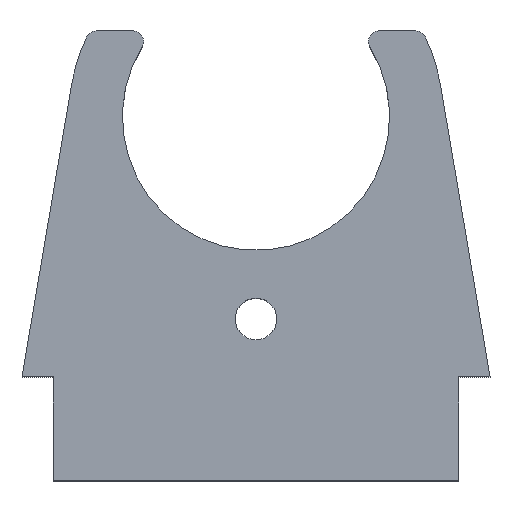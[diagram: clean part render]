
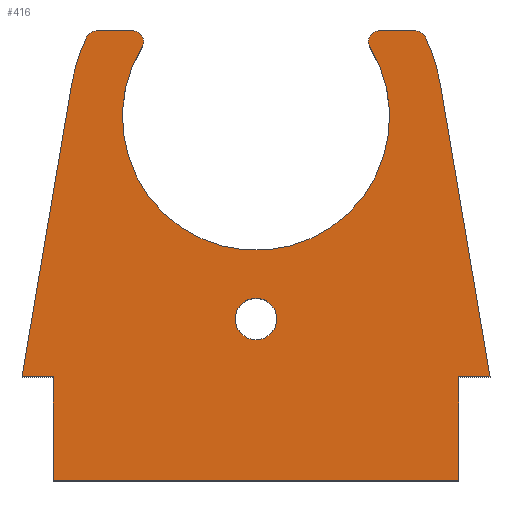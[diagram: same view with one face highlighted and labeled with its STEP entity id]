
A CAD part, top view. The second image highlights one B-rep face of the part: STEP entity #416.
In plain terms, the highlighted planar face has unit normal (0, 0, 1).
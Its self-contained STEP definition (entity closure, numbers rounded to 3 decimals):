
#65=CARTESIAN_POINT('',(0.,-19.446,15.));
#66=DIRECTION('',(0.,0.,1.));
#67=DIRECTION('',(1.,0.,0.));
#68=AXIS2_PLACEMENT_3D('',#65,#66,#67);
#70=CARTESIAN_POINT('',(0.,-19.446,15.));
#71=DIRECTION('',(0.,0.,1.));
#72=DIRECTION('',(-1.,0.,0.));
#73=AXIS2_PLACEMENT_3D('',#70,#71,#72);
#75=CARTESIAN_POINT('',(11.803,7.246,15.));
#76=DIRECTION('',(0.,0.,1.));
#77=DIRECTION('',(0.,1.,0.));
#78=AXIS2_PLACEMENT_3D('',#75,#76,#77);
#80=DIRECTION('',(-1.,0.,0.));
#81=VECTOR('',#80,3.575);
#82=CARTESIAN_POINT('',(15.378,8.246,15.));
#83=LINE('',#82,#81);
#84=CARTESIAN_POINT('',(15.378,7.246,15.));
#85=DIRECTION('',(0.,0.,1.));
#86=DIRECTION('',(0.905,0.426,0.));
#87=AXIS2_PLACEMENT_3D('',#84,#85,#86);
#89=CARTESIAN_POINT('',(0.,0.,15.));
#90=DIRECTION('',(0.,0.,1.));
#91=DIRECTION('',(0.986,0.167,0.));
#92=AXIS2_PLACEMENT_3D('',#89,#90,#91);
#94=DIRECTION('',(-0.167,0.986,0.));
#95=VECTOR('',#94,28.412);
#96=CARTESIAN_POINT('',(22.5,-25.,15.));
#97=LINE('',#96,#95);
#98=DIRECTION('',(0.,1.,0.));
#99=VECTOR('',#98,10.);
#100=CARTESIAN_POINT('',(19.5,-35.,15.));
#101=LINE('',#100,#99);
#102=DIRECTION('',(1.,0.,0.));
#103=VECTOR('',#102,39.);
#104=CARTESIAN_POINT('',(-19.5,-35.,15.));
#105=LINE('',#104,#103);
#106=DIRECTION('',(0.,1.,0.));
#107=VECTOR('',#106,10.);
#108=CARTESIAN_POINT('',(-19.5,-35.,15.));
#109=LINE('',#108,#107);
#110=DIRECTION('',(-0.167,-0.986,0.));
#111=VECTOR('',#110,28.412);
#112=CARTESIAN_POINT('',(-17.746,3.012,15.));
#113=LINE('',#112,#111);
#114=CARTESIAN_POINT('',(0.,0.,15.));
#115=DIRECTION('',(0.,0.,1.));
#116=DIRECTION('',(-0.905,0.426,0.));
#117=AXIS2_PLACEMENT_3D('',#114,#115,#116);
#119=CARTESIAN_POINT('',(-15.378,7.246,15.));
#120=DIRECTION('',(0.,0.,1.));
#121=DIRECTION('',(0.,1.,0.));
#122=AXIS2_PLACEMENT_3D('',#119,#120,#121);
#124=DIRECTION('',(-1.,0.,0.));
#125=VECTOR('',#124,3.575);
#126=CARTESIAN_POINT('',(-11.803,8.246,15.));
#127=LINE('',#126,#125);
#128=CARTESIAN_POINT('',(-11.803,7.246,15.));
#129=DIRECTION('',(0.,0.,1.));
#130=DIRECTION('',(0.852,-0.523,0.));
#131=AXIS2_PLACEMENT_3D('',#128,#129,#130);
#173=DIRECTION('',(1.,0.,0.));
#174=VECTOR('',#173,3.);
#175=CARTESIAN_POINT('',(19.5,-25.,15.));
#176=LINE('',#175,#174);
#185=DIRECTION('',(1.,0.,0.));
#186=VECTOR('',#185,3.);
#187=CARTESIAN_POINT('',(-22.5,-25.,15.));
#188=LINE('',#187,#186);
#221=CARTESIAN_POINT('',(0.,0.,15.));
#222=DIRECTION('',(0.,0.,-1.));
#223=DIRECTION('',(0.852,0.523,0.));
#224=AXIS2_PLACEMENT_3D('',#221,#222,#223);
#243=CARTESIAN_POINT('',(22.5,-25.,15.));
#244=CARTESIAN_POINT('',(17.746,3.012,15.));
#245=VERTEX_POINT('',#243);
#246=VERTEX_POINT('',#244);
#247=CARTESIAN_POINT('',(-17.746,3.012,15.));
#248=CARTESIAN_POINT('',(-22.5,-25.,15.));
#249=VERTEX_POINT('',#247);
#250=VERTEX_POINT('',#248);
#255=CARTESIAN_POINT('',(2.,-19.446,15.));
#256=CARTESIAN_POINT('',(-2.,-19.446,15.));
#257=VERTEX_POINT('',#255);
#258=VERTEX_POINT('',#256);
#259=CARTESIAN_POINT('',(19.5,-35.,15.));
#260=CARTESIAN_POINT('',(19.5,-25.,15.));
#261=VERTEX_POINT('',#259);
#262=VERTEX_POINT('',#260);
#263=CARTESIAN_POINT('',(-19.5,-35.,15.));
#264=CARTESIAN_POINT('',(-19.5,-25.,15.));
#265=VERTEX_POINT('',#263);
#266=VERTEX_POINT('',#264);
#279=CARTESIAN_POINT('',(11.803,8.246,15.));
#280=VERTEX_POINT('',#279);
#281=CARTESIAN_POINT('',(10.951,6.723,15.));
#282=VERTEX_POINT('',#281);
#283=CARTESIAN_POINT('',(-10.951,6.723,15.));
#284=CARTESIAN_POINT('',(-11.803,8.246,15.));
#285=VERTEX_POINT('',#283);
#286=VERTEX_POINT('',#284);
#295=CARTESIAN_POINT('',(-15.378,8.246,15.));
#296=VERTEX_POINT('',#295);
#297=CARTESIAN_POINT('',(-16.283,7.672,15.));
#298=VERTEX_POINT('',#297);
#299=CARTESIAN_POINT('',(16.283,7.672,15.));
#300=CARTESIAN_POINT('',(15.378,8.246,15.));
#301=VERTEX_POINT('',#299);
#302=VERTEX_POINT('',#300);
#373=CARTESIAN_POINT('',(0.,0.,15.));
#374=DIRECTION('',(0.,0.,1.));
#375=DIRECTION('',(1.,0.,0.));
#376=AXIS2_PLACEMENT_3D('',#373,#374,#375);
#377=PLANE('',#376);
#379=ORIENTED_EDGE('',*,*,#378,.F.);
#381=ORIENTED_EDGE('',*,*,#380,.F.);
#383=ORIENTED_EDGE('',*,*,#382,.F.);
#385=ORIENTED_EDGE('',*,*,#384,.F.);
#387=ORIENTED_EDGE('',*,*,#386,.F.);
#389=ORIENTED_EDGE('',*,*,#388,.F.);
#391=ORIENTED_EDGE('',*,*,#390,.F.);
#393=ORIENTED_EDGE('',*,*,#392,.F.);
#395=ORIENTED_EDGE('',*,*,#394,.T.);
#397=ORIENTED_EDGE('',*,*,#396,.F.);
#399=ORIENTED_EDGE('',*,*,#398,.F.);
#401=ORIENTED_EDGE('',*,*,#400,.F.);
#403=ORIENTED_EDGE('',*,*,#402,.F.);
#405=ORIENTED_EDGE('',*,*,#404,.F.);
#407=ORIENTED_EDGE('',*,*,#406,.F.);
#409=ORIENTED_EDGE('',*,*,#408,.F.);
#410=EDGE_LOOP('',(#379,#381,#383,#385,#387,#389,#391,#393,#395,#397,#399,#401,
#403,#405,#407,#409));
#411=FACE_OUTER_BOUND('',#410,.F.);
#412=ORIENTED_EDGE('',*,*,#353,.T.);
#413=ORIENTED_EDGE('',*,*,#367,.T.);
#414=EDGE_LOOP('',(#412,#413));
#415=FACE_BOUND('',#414,.F.);
#416=ADVANCED_FACE('',(#411,#415),#377,.T.);
#69=CIRCLE('',#68,2.);
#74=CIRCLE('',#73,2.);
#79=CIRCLE('',#78,1.);
#88=CIRCLE('',#87,1.);
#93=CIRCLE('',#92,18.);
#118=CIRCLE('',#117,18.);
#123=CIRCLE('',#122,1.);
#132=CIRCLE('',#131,1.);
#225=CIRCLE('',#224,12.85);
#353=EDGE_CURVE('',#257,#258,#69,.T.);
#367=EDGE_CURVE('',#258,#257,#74,.T.);
#378=EDGE_CURVE('',#280,#282,#79,.T.);
#380=EDGE_CURVE('',#302,#280,#83,.T.);
#382=EDGE_CURVE('',#301,#302,#88,.T.);
#384=EDGE_CURVE('',#246,#301,#93,.T.);
#386=EDGE_CURVE('',#245,#246,#97,.T.);
#388=EDGE_CURVE('',#262,#245,#176,.T.);
#390=EDGE_CURVE('',#261,#262,#101,.T.);
#392=EDGE_CURVE('',#265,#261,#105,.T.);
#394=EDGE_CURVE('',#265,#266,#109,.T.);
#396=EDGE_CURVE('',#250,#266,#188,.T.);
#398=EDGE_CURVE('',#249,#250,#113,.T.);
#400=EDGE_CURVE('',#298,#249,#118,.T.);
#402=EDGE_CURVE('',#296,#298,#123,.T.);
#404=EDGE_CURVE('',#286,#296,#127,.T.);
#406=EDGE_CURVE('',#285,#286,#132,.T.);
#408=EDGE_CURVE('',#282,#285,#225,.T.);
